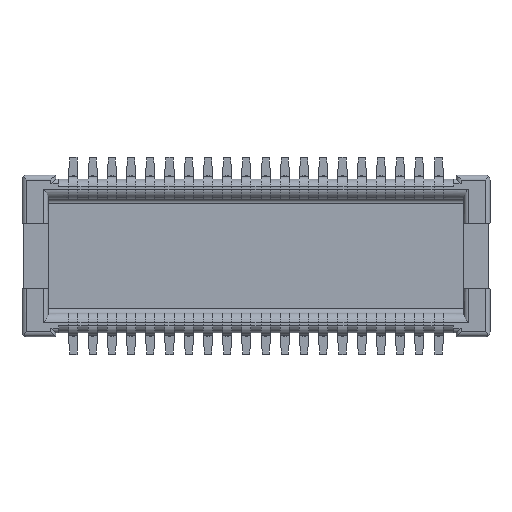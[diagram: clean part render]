
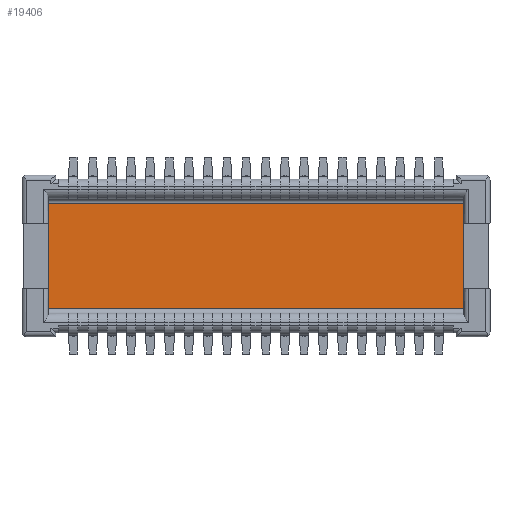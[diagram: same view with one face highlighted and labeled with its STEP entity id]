
A CAD part, top view. The second image highlights one B-rep face of the part: STEP entity #19406.
In plain terms, the highlighted planar face has unit normal (0, 0, 1).
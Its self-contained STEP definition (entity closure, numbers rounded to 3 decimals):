
#1279=ORIENTED_EDGE('',*,*,#7023,.F.);
#1280=ORIENTED_EDGE('',*,*,#7024,.T.);
#1281=ORIENTED_EDGE('',*,*,#7025,.F.);
#1282=ORIENTED_EDGE('',*,*,#7026,.T.);
#7023=EDGE_CURVE('',#9873,#9874,#11857,.T.);
#7024=EDGE_CURVE('',#9873,#9875,#11858,.F.);
#7025=EDGE_CURVE('',#9876,#9875,#11859,.T.);
#7026=EDGE_CURVE('',#9876,#9874,#11860,.F.);
#9873=VERTEX_POINT('',#27789);
#9874=VERTEX_POINT('',#27790);
#9875=VERTEX_POINT('',#27792);
#9876=VERTEX_POINT('',#27794);
#11857=LINE('',#27788,#14407);
#11858=LINE('',#27791,#14408);
#11859=LINE('',#27793,#14409);
#11860=LINE('',#27795,#14410);
#14407=VECTOR('',#22279,1000.);
#14408=VECTOR('',#22280,1000.);
#14409=VECTOR('',#22281,1000.);
#14410=VECTOR('',#22282,1000.);
#16706=EDGE_LOOP('',(#1279,#1280,#1281,#1282));
#17672=FACE_BOUND('',#16706,.T.);
#18636=PLANE('',#20402);
#19406=ADVANCED_FACE('',(#17672),#18636,.F.);
#20402=AXIS2_PLACEMENT_3D('',#27787,#22277,#22278);
#22277=DIRECTION('',(0.,0.,-1.));
#22278=DIRECTION('',(-1.,0.,0.));
#22279=DIRECTION('',(0.,1.,0.));
#22280=DIRECTION('',(-1.,0.,0.));
#22281=DIRECTION('',(0.,-1.,0.));
#22282=DIRECTION('',(1.,0.,0.));
#27787=CARTESIAN_POINT('',(0.,0.,0.32));
#27788=CARTESIAN_POINT('',(-4.325,-1.19,0.32));
#27789=CARTESIAN_POINT('',(-4.325,-1.09,0.32));
#27790=CARTESIAN_POINT('',(-4.325,1.09,0.32));
#27791=CARTESIAN_POINT('',(0.,-1.09,0.32));
#27792=CARTESIAN_POINT('',(4.325,-1.09,0.32));
#27793=CARTESIAN_POINT('',(4.325,1.19,0.32));
#27794=CARTESIAN_POINT('',(4.325,1.09,0.32));
#27795=CARTESIAN_POINT('',(0.,1.09,0.32));
